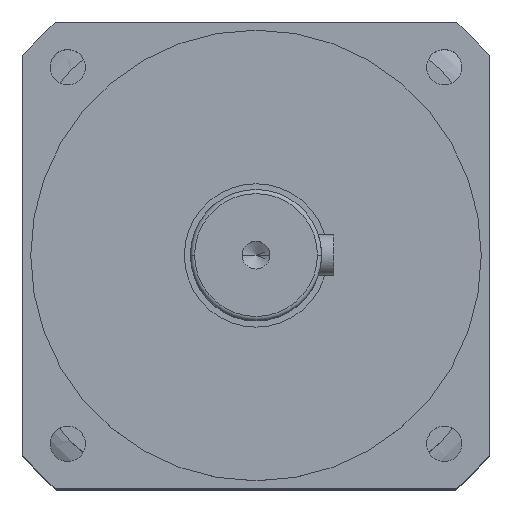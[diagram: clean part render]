
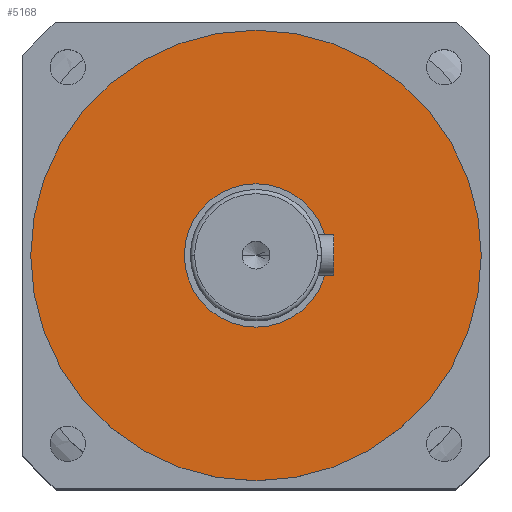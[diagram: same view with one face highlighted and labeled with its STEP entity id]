
A CAD part, top view. The second image highlights one B-rep face of the part: STEP entity #5168.
In plain terms, the highlighted planar face has unit normal (0, 0, 1).
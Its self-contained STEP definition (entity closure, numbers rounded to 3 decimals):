
#380 = ORIENTED_EDGE ( 'NONE', *, *, #6888, .T. ) ;
#435 = CARTESIAN_POINT ( 'NONE',  ( 0., 0., -53. ) ) ;
#643 = AXIS2_PLACEMENT_3D ( 'NONE', #435, #6600, #4418 ) ;
#945 = FACE_BOUND ( 'NONE', #1562, .T. ) ;
#1245 = AXIS2_PLACEMENT_3D ( 'NONE', #5919, #1608, #6632 ) ;
#1397 = EDGE_CURVE ( 'NONE', #7346, #6295, #9189, .T. ) ;
#1562 = EDGE_LOOP ( 'NONE', ( #2986, #4002 ) ) ;
#1578 = PLANE ( 'NONE',  #1732 ) ;
#1608 = DIRECTION ( 'NONE',  ( 0., 0., 1. ) ) ;
#1732 = AXIS2_PLACEMENT_3D ( 'NONE', #8696, #6596, #2296 ) ;
#2296 = DIRECTION ( 'NONE',  ( -1., 0., 0. ) ) ;
#2695 = CARTESIAN_POINT ( 'NONE',  ( -17.5, 0., -53. ) ) ;
#2986 = ORIENTED_EDGE ( 'NONE', *, *, #5687, .F. ) ;
#3206 = EDGE_LOOP ( 'NONE', ( #380, #8589 ) ) ;
#3509 = DIRECTION ( 'NONE',  ( 0., 0., 1. ) ) ;
#4002 = ORIENTED_EDGE ( 'NONE', *, *, #1397, .F. ) ;
#4025 = CARTESIAN_POINT ( 'NONE',  ( 0., 0., -53. ) ) ;
#4040 = VERTEX_POINT ( 'NONE', #4898 ) ;
#4332 = CARTESIAN_POINT ( 'NONE',  ( -55., 0., -53. ) ) ;
#4418 = DIRECTION ( 'NONE',  ( 1., 0., 0. ) ) ;
#4623 = VERTEX_POINT ( 'NONE', #4332 ) ;
#4727 = DIRECTION ( 'NONE',  ( 1., 0., 0. ) ) ;
#4898 = CARTESIAN_POINT ( 'NONE',  ( 55., 0., -53. ) ) ;
#5168 = ADVANCED_FACE ( 'NONE', ( #945, #6911 ), #1578, .F. ) ;
#5188 = EDGE_CURVE ( 'NONE', #4623, #4040, #8326, .T. ) ;
#5533 = CIRCLE ( 'NONE', #7143, 55. ) ;
#5687 = EDGE_CURVE ( 'NONE', #6295, #7346, #6441, .T. ) ;
#5919 = CARTESIAN_POINT ( 'NONE',  ( 0., 0., -53. ) ) ;
#6195 = AXIS2_PLACEMENT_3D ( 'NONE', #4025, #9011, #4727 ) ;
#6295 = VERTEX_POINT ( 'NONE', #8462 ) ;
#6441 = CIRCLE ( 'NONE', #6195, 17.5 ) ;
#6596 = DIRECTION ( 'NONE',  ( 0., 0., -1. ) ) ;
#6600 = DIRECTION ( 'NONE',  ( 0., 0., 1. ) ) ;
#6632 = DIRECTION ( 'NONE',  ( 1., 0., 0. ) ) ;
#6888 = EDGE_CURVE ( 'NONE', #4040, #4623, #5533, .T. ) ;
#6911 = FACE_OUTER_BOUND ( 'NONE', #3206, .T. ) ;
#7143 = AXIS2_PLACEMENT_3D ( 'NONE', #7798, #3509, #8513 ) ;
#7346 = VERTEX_POINT ( 'NONE', #2695 ) ;
#7798 = CARTESIAN_POINT ( 'NONE',  ( 0., 0., -53. ) ) ;
#8326 = CIRCLE ( 'NONE', #1245, 55. ) ;
#8462 = CARTESIAN_POINT ( 'NONE',  ( 17.5, 0., -53. ) ) ;
#8513 = DIRECTION ( 'NONE',  ( 1., 0., 0. ) ) ;
#8589 = ORIENTED_EDGE ( 'NONE', *, *, #5188, .T. ) ;
#8696 = CARTESIAN_POINT ( 'NONE',  ( 0., 55., -53. ) ) ;
#9011 = DIRECTION ( 'NONE',  ( 0., 0., 1. ) ) ;
#9189 = CIRCLE ( 'NONE', #643, 17.5 ) ;
